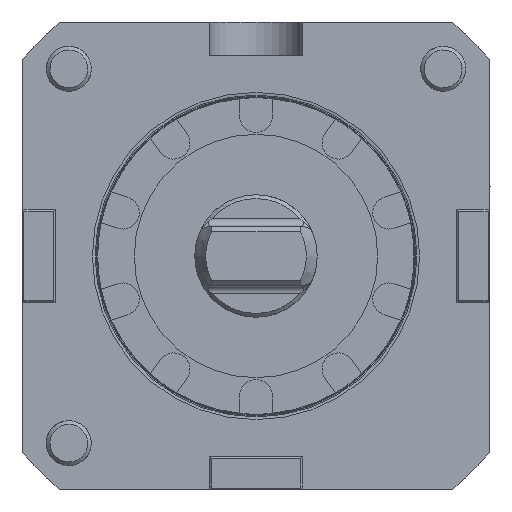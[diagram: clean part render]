
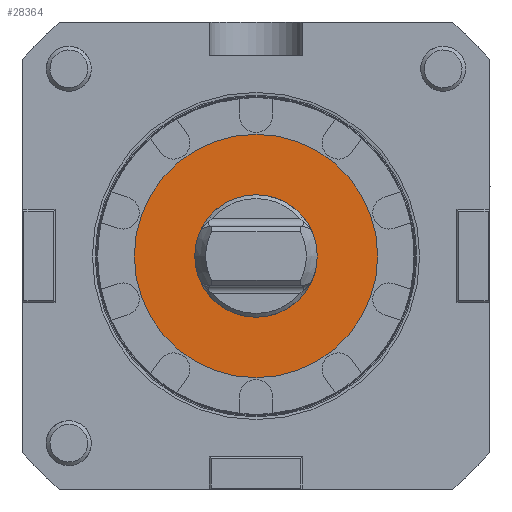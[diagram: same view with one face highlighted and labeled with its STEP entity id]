
A CAD part, front view. The second image highlights one B-rep face of the part: STEP entity #28364.
In plain terms, the highlighted planar face has unit normal (0, -1, 0).
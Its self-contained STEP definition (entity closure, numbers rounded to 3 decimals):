
#92 = AXIS2_PLACEMENT_3D ( 'NONE', #28030, #9211, #14129 ) ;
#1577 = EDGE_LOOP ( 'NONE', ( #26067 ) ) ;
#4672 = PLANE ( 'NONE',  #29120 ) ;
#4889 = VERTEX_POINT ( 'NONE', #25421 ) ;
#6451 = EDGE_LOOP ( 'NONE', ( #27322 ) ) ;
#6545 = FACE_BOUND ( 'NONE', #6451, .T. ) ;
#7151 = DIRECTION ( 'NONE',  ( 0., -1., 0. ) ) ;
#9211 = DIRECTION ( 'NONE',  ( 0., 1., 0. ) ) ;
#11332 = CARTESIAN_POINT ( 'NONE',  ( -32.5, -100., 0. ) ) ;
#11505 = EDGE_CURVE ( 'NONE', #30521, #30521, #30178, .T. ) ;
#11838 = CARTESIAN_POINT ( 'NONE',  ( -32.5, -100., 0. ) ) ;
#12992 = CIRCLE ( 'NONE', #27799, 16.35 ) ;
#13599 = CARTESIAN_POINT ( 'NONE',  ( 0., -100., 0. ) ) ;
#14129 = DIRECTION ( 'NONE',  ( -1., 0., 0. ) ) ;
#16381 = EDGE_CURVE ( 'NONE', #4889, #4889, #12992, .T. ) ;
#25152 = DIRECTION ( 'NONE',  ( 1., 0., 0. ) ) ;
#25306 = DIRECTION ( 'NONE',  ( 0., 1., 0. ) ) ;
#25421 = CARTESIAN_POINT ( 'NONE',  ( 16.35, -100., 0. ) ) ;
#25507 = DIRECTION ( 'NONE',  ( 1., 0., 0. ) ) ;
#26067 = ORIENTED_EDGE ( 'NONE', *, *, #11505, .F. ) ;
#27322 = ORIENTED_EDGE ( 'NONE', *, *, #16381, .T. ) ;
#27700 = FACE_OUTER_BOUND ( 'NONE', #1577, .T. ) ;
#27799 = AXIS2_PLACEMENT_3D ( 'NONE', #13599, #25306, #25152 ) ;
#28030 = CARTESIAN_POINT ( 'NONE',  ( 0., -100., 0. ) ) ;
#28364 = ADVANCED_FACE ( 'Defeature completata1_200', ( #6545, #27700 ), #4672, .T. ) ;
#29120 = AXIS2_PLACEMENT_3D ( 'NONE', #11332, #7151, #25507 ) ;
#30178 = CIRCLE ( 'NONE', #92, 32.5 ) ;
#30521 = VERTEX_POINT ( 'NONE', #11838 ) ;
